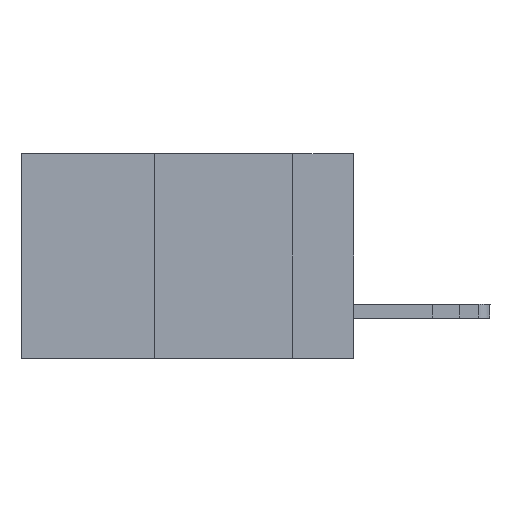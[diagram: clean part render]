
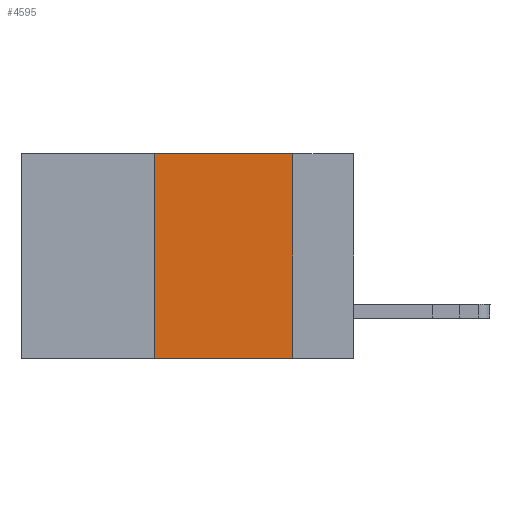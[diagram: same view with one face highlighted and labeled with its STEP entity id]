
A CAD part, left-side view. The second image highlights one B-rep face of the part: STEP entity #4595.
In plain terms, the highlighted planar face has unit normal (-1, 0, 0).
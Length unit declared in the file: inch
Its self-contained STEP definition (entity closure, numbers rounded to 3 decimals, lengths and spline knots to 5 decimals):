
#1042 = DIRECTION ( 'NONE',  ( 0., 0., 1. ) ) ;
#1124 = CARTESIAN_POINT ( 'NONE',  ( 0., 0.6, 0. ) ) ;
#1301 = VERTEX_POINT ( 'NONE', #4219 ) ;
#3487 = EDGE_CURVE ( 'NONE', #21261, #1301, #9689, .T. ) ;
#4219 = CARTESIAN_POINT ( 'NONE',  ( 0., 0.11, -0.37 ) ) ;
#4595 = ADVANCED_FACE ( 'NONE', ( #9115 ), #27457, .F. ) ;
#6194 = DIRECTION ( 'NONE',  ( 1., 0., 0. ) ) ;
#7068 = ORIENTED_EDGE ( 'NONE', *, *, #25910, .T. ) ;
#7832 = CARTESIAN_POINT ( 'NONE',  ( 0., 0.11, 0. ) ) ;
#7886 = EDGE_CURVE ( 'NONE', #11585, #21261, #14794, .T. ) ;
#8861 = DIRECTION ( 'NONE',  ( 0., -1., 0. ) ) ;
#9115 = FACE_OUTER_BOUND ( 'NONE', #20466, .T. ) ;
#9689 = LINE ( 'NONE', #7832, #27413 ) ;
#9856 = ORIENTED_EDGE ( 'NONE', *, *, #10219, .F. ) ;
#10219 = EDGE_CURVE ( 'NONE', #17670, #11585, #24431, .T. ) ;
#11445 = DIRECTION ( 'NONE',  ( 0., 0., -1. ) ) ;
#11585 = VERTEX_POINT ( 'NONE', #26595 ) ;
#14085 = LINE ( 'NONE', #23029, #29056 ) ;
#14794 = LINE ( 'NONE', #1124, #17822 ) ;
#17670 = VERTEX_POINT ( 'NONE', #29052 ) ;
#17822 = VECTOR ( 'NONE', #24071, 39.37008 ) ;
#19669 = CARTESIAN_POINT ( 'NONE',  ( 0., 0.36, 0. ) ) ;
#20466 = EDGE_LOOP ( 'NONE', ( #29464, #29699, #9856, #7068 ) ) ;
#21261 = VERTEX_POINT ( 'NONE', #28917 ) ;
#23029 = CARTESIAN_POINT ( 'NONE',  ( 0., 0.6, -0.37 ) ) ;
#23169 = AXIS2_PLACEMENT_3D ( 'NONE', #25289, #6194, #11445 ) ;
#23844 = DIRECTION ( 'NONE',  ( 0., 0., -1. ) ) ;
#24071 = DIRECTION ( 'NONE',  ( 0., -1., 0. ) ) ;
#24431 = LINE ( 'NONE', #19669, #24851 ) ;
#24851 = VECTOR ( 'NONE', #1042, 39.37008 ) ;
#25289 = CARTESIAN_POINT ( 'NONE',  ( 0., 0.6, 0. ) ) ;
#25910 = EDGE_CURVE ( 'NONE', #17670, #1301, #14085, .T. ) ;
#26595 = CARTESIAN_POINT ( 'NONE',  ( 0., 0.36, 0. ) ) ;
#27413 = VECTOR ( 'NONE', #23844, 39.37008 ) ;
#27457 = PLANE ( 'NONE',  #23169 ) ;
#28917 = CARTESIAN_POINT ( 'NONE',  ( 0., 0.11, 0. ) ) ;
#29052 = CARTESIAN_POINT ( 'NONE',  ( 0., 0.36, -0.37 ) ) ;
#29056 = VECTOR ( 'NONE', #8861, 39.37008 ) ;
#29464 = ORIENTED_EDGE ( 'NONE', *, *, #3487, .F. ) ;
#29699 = ORIENTED_EDGE ( 'NONE', *, *, #7886, .F. ) ;
